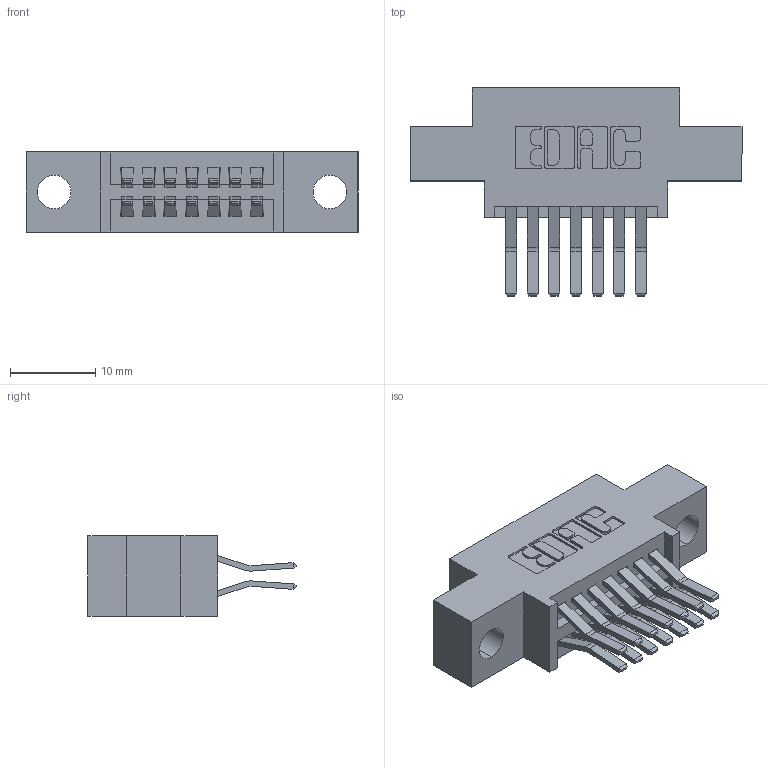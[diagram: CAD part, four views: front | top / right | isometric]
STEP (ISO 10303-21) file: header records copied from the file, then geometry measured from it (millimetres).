
FILE_DESCRIPTION (( 'STEP AP203' ), '1' );
FILE_NAME ('395-014-560-804.STEP', '2021-06-14T18:07:49', ( '' ), ( '' ), 'SwSTEP 2.0', 'SolidWorks 2020', '' );
FILE_SCHEMA (( 'CONFIG_CONTROL_DESIGN' ));
Length unit declared in the file: inch
Products named in the file (3): 345-292-001_560 Tail; 345 Part_0.170 Offset - 0.156 Dia-TI; 395-014-560-804
Assembly tree (15 placements, depth 2):
  395-014-560-804
    345 Part_0.170 Offset - 0.156 Dia-TI
    345-292-001_560 Tail  x14
Bounding box: 38.99 x 24.45 x 9.4 mm (x, y, z)
Volume: 3335 mm3; surface area: 4482.9 mm2
Topology: 15 solids, 15 shells, 872 faces, 2559 edges, 1686 vertices
Faces by surface type: plane 560, cylinder 312
Entity records: 10843 total; most frequent: CARTESIAN_POINT 1858, ORIENTED_EDGE 1790, DIRECTION 1683, EDGE_CURVE 895, VECTOR 731, LINE 731, VERTEX_POINT 594, AXIS2_PLACEMENT_3D 476
